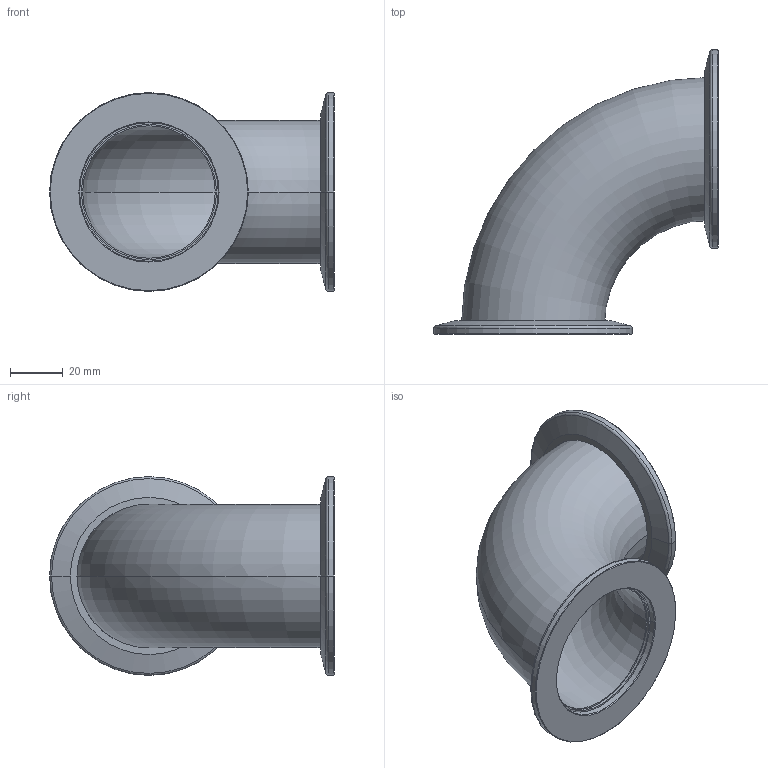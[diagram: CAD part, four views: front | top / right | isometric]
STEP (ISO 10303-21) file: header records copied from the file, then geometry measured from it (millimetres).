
FILE_DESCRIPTION (( 'STEP AP214' ), '1' );
FILE_NAME ('Hositrad_KE50-54.STEP', '2014-07-02T13:35:24', ( '' ), ( '' ), 'SwSTEP 2.0', 'SolidWorks 2014', '' );
FILE_SCHEMA (( 'AUTOMOTIVE_DESIGN' ));
Length unit declared in the file: millimetre
Products named in the file (3): KF50WS_KF50-54; Hositrad_KE50-54; Elbow54
Assembly tree (3 placements, depth 2):
  Hositrad_KE50-54
    Elbow54
    KF50WS_KF50-54  x2
Bounding box: 107.5 x 107.5 x 75 mm (x, y, z)
Volume: 53263.6 mm3; surface area: 47267.2 mm2
Topology: 3 solids, 3 shells, 46 faces, 92 edges, 56 vertices
Faces by surface type: cylinder 16, cone 12, plane 10, torus 8
Entity records: 816 total; most frequent: DIRECTION 154, CARTESIAN_POINT 116, ORIENTED_EDGE 104, AXIS2_PLACEMENT_3D 70, EDGE_CURVE 52, CIRCLE 38, EDGE_LOOP 32, VERTEX_POINT 32
